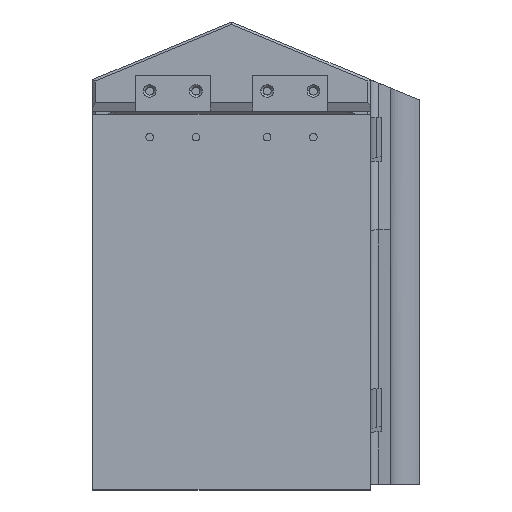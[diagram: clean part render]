
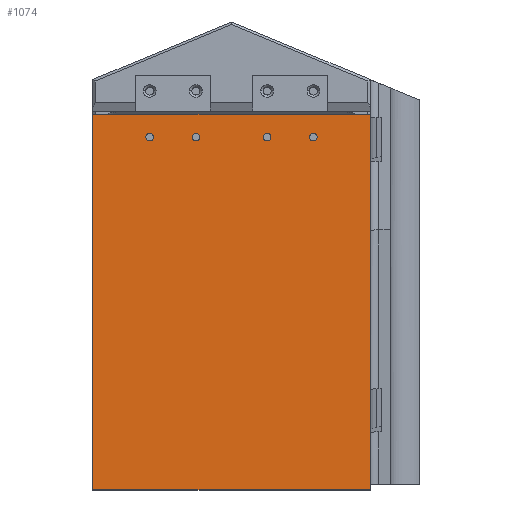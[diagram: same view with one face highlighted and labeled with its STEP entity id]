
A CAD part, top view. The second image highlights one B-rep face of the part: STEP entity #1074.
In plain terms, the highlighted planar face has unit normal (0, 0, 1).
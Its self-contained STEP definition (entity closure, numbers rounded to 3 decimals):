
#35 = LINE ( 'NONE', #1830, #2888 ) ;
#50 = EDGE_CURVE ( 'NONE', #126, #4443, #2429, .T. ) ;
#126 = VERTEX_POINT ( 'NONE', #3582 ) ;
#128 = ORIENTED_EDGE ( 'NONE', *, *, #706, .T. ) ;
#214 = CARTESIAN_POINT ( 'NONE',  ( -28.333, 53.559, 58.35 ) ) ;
#242 = CARTESIAN_POINT ( 'NONE',  ( 48.001, -68.559, 58.35 ) ) ;
#302 = AXIS2_PLACEMENT_3D ( 'NONE', #4524, #1295, #2390 ) ;
#390 = ORIENTED_EDGE ( 'NONE', *, *, #550, .F. ) ;
#516 = VERTEX_POINT ( 'NONE', #2796 ) ;
#536 = FACE_OUTER_BOUND ( 'NONE', #819, .T. ) ;
#543 = DIRECTION ( 'NONE',  ( 0., 1., 0. ) ) ;
#549 = VERTEX_POINT ( 'NONE', #3880 ) ;
#550 = EDGE_CURVE ( 'NONE', #560, #2264, #2035, .T. ) ;
#560 = VERTEX_POINT ( 'NONE', #3104 ) ;
#591 = CIRCLE ( 'NONE', #2183, 1.3 ) ;
#624 = ORIENTED_EDGE ( 'NONE', *, *, #3621, .F. ) ;
#648 = DIRECTION ( 'NONE',  ( 0., 0., 1. ) ) ;
#706 = EDGE_CURVE ( 'NONE', #1834, #2860, #1973, .T. ) ;
#750 = DIRECTION ( 'NONE',  ( -1., 0., 0. ) ) ;
#783 = CARTESIAN_POINT ( 'NONE',  ( 11.033, 53.559, 58.35 ) ) ;
#800 = VERTEX_POINT ( 'NONE', #783 ) ;
#804 = EDGE_CURVE ( 'NONE', #2264, #560, #3455, .T. ) ;
#808 = DIRECTION ( 'NONE',  ( 1., 0., 0. ) ) ;
#819 = EDGE_LOOP ( 'NONE', ( #1285, #128, #3447, #2928 ) ) ;
#859 = EDGE_CURVE ( 'NONE', #2860, #516, #3619, .T. ) ;
#941 = DIRECTION ( 'NONE',  ( 1., 0., 0. ) ) ;
#1046 = ORIENTED_EDGE ( 'NONE', *, *, #50, .F. ) ;
#1052 = VERTEX_POINT ( 'NONE', #242 ) ;
#1074 = ADVANCED_FACE ( 'NONE', ( #2415, #3419, #2298, #3126, #536 ), #1679, .T. ) ;
#1132 = EDGE_CURVE ( 'NONE', #4443, #126, #591, .T. ) ;
#1182 = AXIS2_PLACEMENT_3D ( 'NONE', #1817, #1837, #808 ) ;
#1250 = AXIS2_PLACEMENT_3D ( 'NONE', #1367, #648, #3518 ) ;
#1285 = ORIENTED_EDGE ( 'NONE', *, *, #1844, .T. ) ;
#1295 = DIRECTION ( 'NONE',  ( 0., 0., 1. ) ) ;
#1367 = CARTESIAN_POINT ( 'NONE',  ( 28.333, 53.559, 58.35 ) ) ;
#1403 = CARTESIAN_POINT ( 'NONE',  ( -28.333, 53.559, 58.35 ) ) ;
#1578 = DIRECTION ( 'NONE',  ( 0., 0., 1. ) ) ;
#1679 = PLANE ( 'NONE',  #302 ) ;
#1743 = DIRECTION ( 'NONE',  ( 0., 0., 1. ) ) ;
#1797 = DIRECTION ( 'NONE',  ( 1., 0., 0. ) ) ;
#1817 = CARTESIAN_POINT ( 'NONE',  ( -12.333, 53.559, 58.35 ) ) ;
#1830 = CARTESIAN_POINT ( 'NONE',  ( -48.001, -68.559, 58.35 ) ) ;
#1834 = VERTEX_POINT ( 'NONE', #3411 ) ;
#1837 = DIRECTION ( 'NONE',  ( 0., 0., 1. ) ) ;
#1844 = EDGE_CURVE ( 'NONE', #1052, #1834, #4087, .T. ) ;
#1879 = EDGE_LOOP ( 'NONE', ( #624, #2110 ) ) ;
#1921 = CARTESIAN_POINT ( 'NONE',  ( 27.033, 53.559, 58.35 ) ) ;
#1961 = CARTESIAN_POINT ( 'NONE',  ( -48.001, 61.559, 58.35 ) ) ;
#1973 = LINE ( 'NONE', #2177, #4257 ) ;
#2035 = CIRCLE ( 'NONE', #1250, 1.3 ) ;
#2049 = ORIENTED_EDGE ( 'NONE', *, *, #1132, .F. ) ;
#2060 = ORIENTED_EDGE ( 'NONE', *, *, #804, .F. ) ;
#2080 = EDGE_CURVE ( 'NONE', #800, #3490, #4569, .T. ) ;
#2110 = ORIENTED_EDGE ( 'NONE', *, *, #2080, .F. ) ;
#2157 = EDGE_CURVE ( 'NONE', #516, #1052, #35, .T. ) ;
#2177 = CARTESIAN_POINT ( 'NONE',  ( -48.001, 61.559, 58.35 ) ) ;
#2183 = AXIS2_PLACEMENT_3D ( 'NONE', #1403, #1743, #3145 ) ;
#2236 = CARTESIAN_POINT ( 'NONE',  ( 28.333, 53.559, 58.35 ) ) ;
#2247 = DIRECTION ( 'NONE',  ( 1., 0., 0. ) ) ;
#2253 = EDGE_CURVE ( 'NONE', #2509, #549, #4241, .T. ) ;
#2264 = VERTEX_POINT ( 'NONE', #1921 ) ;
#2295 = VECTOR ( 'NONE', #543, 1000. ) ;
#2298 = FACE_BOUND ( 'NONE', #1879, .T. ) ;
#2362 = CARTESIAN_POINT ( 'NONE',  ( -48.001, 61.559, 58.35 ) ) ;
#2390 = DIRECTION ( 'NONE',  ( 1., 0., 0. ) ) ;
#2415 = FACE_BOUND ( 'NONE', #2703, .T. ) ;
#2429 = CIRCLE ( 'NONE', #3627, 1.3 ) ;
#2509 = VERTEX_POINT ( 'NONE', #3730 ) ;
#2703 = EDGE_LOOP ( 'NONE', ( #2049, #1046 ) ) ;
#2727 = EDGE_CURVE ( 'NONE', #549, #2509, #3347, .T. ) ;
#2754 = EDGE_LOOP ( 'NONE', ( #390, #2060 ) ) ;
#2791 = DIRECTION ( 'NONE',  ( 1., 0., 0. ) ) ;
#2796 = CARTESIAN_POINT ( 'NONE',  ( -48.001, -68.559, 58.35 ) ) ;
#2828 = CARTESIAN_POINT ( 'NONE',  ( 12.333, 53.559, 58.35 ) ) ;
#2860 = VERTEX_POINT ( 'NONE', #2362 ) ;
#2888 = VECTOR ( 'NONE', #3209, 1000. ) ;
#2928 = ORIENTED_EDGE ( 'NONE', *, *, #2157, .T. ) ;
#3049 = DIRECTION ( 'NONE',  ( 0., 0., 1. ) ) ;
#3077 = ORIENTED_EDGE ( 'NONE', *, *, #2253, .F. ) ;
#3104 = CARTESIAN_POINT ( 'NONE',  ( 29.633, 53.559, 58.35 ) ) ;
#3126 = FACE_BOUND ( 'NONE', #2754, .T. ) ;
#3145 = DIRECTION ( 'NONE',  ( 1., 0., 0. ) ) ;
#3146 = CARTESIAN_POINT ( 'NONE',  ( 12.333, 53.559, 58.35 ) ) ;
#3209 = DIRECTION ( 'NONE',  ( 1., 0., 0. ) ) ;
#3347 = CIRCLE ( 'NONE', #1182, 1.3 ) ;
#3363 = CARTESIAN_POINT ( 'NONE',  ( -12.333, 53.559, 58.35 ) ) ;
#3397 = DIRECTION ( 'NONE',  ( 0., -1., 0. ) ) ;
#3400 = EDGE_LOOP ( 'NONE', ( #4409, #3077 ) ) ;
#3411 = CARTESIAN_POINT ( 'NONE',  ( 48.001, 61.559, 58.35 ) ) ;
#3419 = FACE_BOUND ( 'NONE', #3400, .T. ) ;
#3447 = ORIENTED_EDGE ( 'NONE', *, *, #859, .T. ) ;
#3455 = CIRCLE ( 'NONE', #3870, 1.3 ) ;
#3490 = VERTEX_POINT ( 'NONE', #3707 ) ;
#3518 = DIRECTION ( 'NONE',  ( 1., 0., 0. ) ) ;
#3582 = CARTESIAN_POINT ( 'NONE',  ( -29.633, 53.559, 58.35 ) ) ;
#3619 = LINE ( 'NONE', #1961, #3673 ) ;
#3621 = EDGE_CURVE ( 'NONE', #3490, #800, #4200, .T. ) ;
#3627 = AXIS2_PLACEMENT_3D ( 'NONE', #214, #3049, #941 ) ;
#3664 = CARTESIAN_POINT ( 'NONE',  ( -27.033, 53.559, 58.35 ) ) ;
#3673 = VECTOR ( 'NONE', #3397, 1000. ) ;
#3707 = CARTESIAN_POINT ( 'NONE',  ( 13.633, 53.559, 58.35 ) ) ;
#3713 = DIRECTION ( 'NONE',  ( 1., 0., 0. ) ) ;
#3730 = CARTESIAN_POINT ( 'NONE',  ( -13.633, 53.559, 58.35 ) ) ;
#3870 = AXIS2_PLACEMENT_3D ( 'NONE', #2236, #4379, #2247 ) ;
#3880 = CARTESIAN_POINT ( 'NONE',  ( -11.033, 53.559, 58.35 ) ) ;
#3915 = DIRECTION ( 'NONE',  ( 0., 0., 1. ) ) ;
#4012 = AXIS2_PLACEMENT_3D ( 'NONE', #2828, #3915, #1797 ) ;
#4087 = LINE ( 'NONE', #4414, #2295 ) ;
#4200 = CIRCLE ( 'NONE', #4012, 1.3 ) ;
#4241 = CIRCLE ( 'NONE', #4326, 1.3 ) ;
#4257 = VECTOR ( 'NONE', #750, 1000. ) ;
#4326 = AXIS2_PLACEMENT_3D ( 'NONE', #3363, #1578, #3713 ) ;
#4379 = DIRECTION ( 'NONE',  ( 0., 0., 1. ) ) ;
#4384 = AXIS2_PLACEMENT_3D ( 'NONE', #3146, #4580, #2791 ) ;
#4409 = ORIENTED_EDGE ( 'NONE', *, *, #2727, .F. ) ;
#4414 = CARTESIAN_POINT ( 'NONE',  ( 48.001, 61.559, 58.35 ) ) ;
#4443 = VERTEX_POINT ( 'NONE', #3664 ) ;
#4524 = CARTESIAN_POINT ( 'NONE',  ( 0., 0., 58.35 ) ) ;
#4569 = CIRCLE ( 'NONE', #4384, 1.3 ) ;
#4580 = DIRECTION ( 'NONE',  ( 0., 0., 1. ) ) ;
